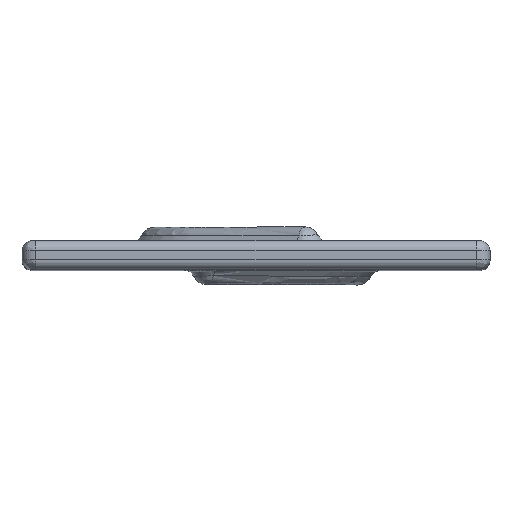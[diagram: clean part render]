
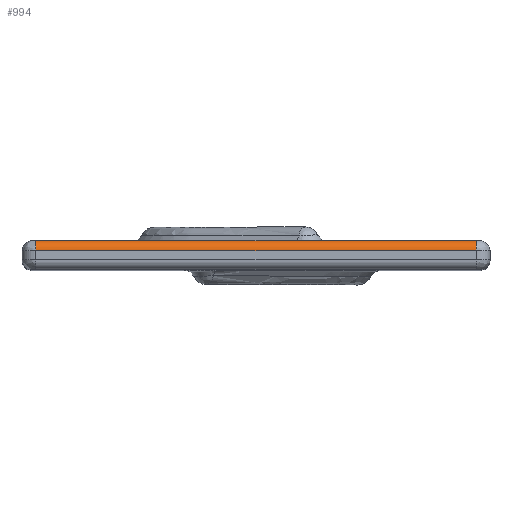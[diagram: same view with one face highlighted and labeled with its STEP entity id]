
A CAD part, top view. The second image highlights one B-rep face of the part: STEP entity #994.
In plain terms, the highlighted cylindrical face has radius 0.49 mm (diameter 0.98 mm), a partial arc.
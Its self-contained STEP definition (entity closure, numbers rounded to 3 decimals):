
#37=LINE('',#3121,#69);
#48=LINE('',#3290,#80);
#69=VECTOR('',#1176,1000.);
#80=VECTOR('',#1203,1000.);
#97=CYLINDRICAL_SURFACE('',#1096,0.49);
#145=CIRCLE('',#1095,0.49);
#146=CIRCLE('',#1097,0.49);
#209=FACE_OUTER_BOUND('',#271,.T.);
#271=EDGE_LOOP('',(#768,#769,#770,#771));
#383=VERTEX_POINT('',#3118);
#384=VERTEX_POINT('',#3120);
#406=VERTEX_POINT('',#3287);
#407=VERTEX_POINT('',#3289);
#475=EDGE_CURVE('',#383,#384,#37,.F.);
#498=EDGE_CURVE('',#406,#407,#48,.T.);
#547=EDGE_CURVE('',#406,#384,#145,.T.);
#548=EDGE_CURVE('',#407,#383,#146,.T.);
#768=ORIENTED_EDGE('',*,*,#547,.T.);
#769=ORIENTED_EDGE('',*,*,#475,.F.);
#770=ORIENTED_EDGE('',*,*,#548,.F.);
#771=ORIENTED_EDGE('',*,*,#498,.F.);
#994=ADVANCED_FACE('',(#209),#97,.T.);
#1095=AXIS2_PLACEMENT_3D('',#4869,#1285,#1286);
#1096=AXIS2_PLACEMENT_3D('',#4870,#1287,#1288);
#1097=AXIS2_PLACEMENT_3D('',#4871,#1289,#1290);
#1176=DIRECTION('',(1.,0.,0.));
#1203=DIRECTION('',(1.,0.,0.));
#1285=DIRECTION('center_axis',(1.,0.,0.));
#1286=DIRECTION('ref_axis',(0.,0.,-1.));
#1287=DIRECTION('center_axis',(1.,0.,0.));
#1288=DIRECTION('ref_axis',(0.,0.,-1.));
#1289=DIRECTION('center_axis',(1.,0.,0.));
#1290=DIRECTION('ref_axis',(0.,0.,-1.));
#3118=CARTESIAN_POINT('',(11.05,0.235,27.9));
#3120=CARTESIAN_POINT('',(-11.05,0.235,27.9));
#3121=CARTESIAN_POINT('',(-11.75,0.235,27.9));
#3287=CARTESIAN_POINT('',(-11.05,0.725,27.41));
#3289=CARTESIAN_POINT('',(11.05,0.725,27.41));
#3290=CARTESIAN_POINT('',(0.,0.725,27.41));
#4869=CARTESIAN_POINT('Origin',(-11.05,0.235,27.41));
#4870=CARTESIAN_POINT('Origin',(0.,0.235,27.41));
#4871=CARTESIAN_POINT('Origin',(11.05,0.235,27.41));
